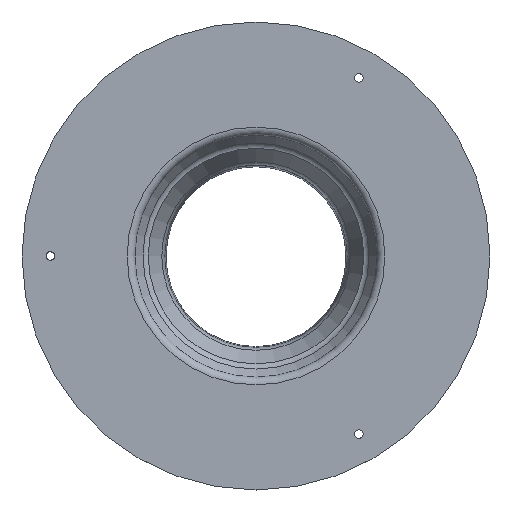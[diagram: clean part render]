
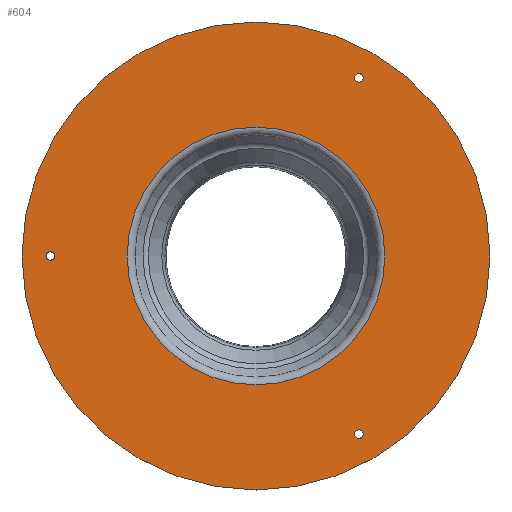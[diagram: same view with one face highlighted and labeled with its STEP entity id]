
A CAD part, top view. The second image highlights one B-rep face of the part: STEP entity #604.
In plain terms, the highlighted planar face has unit normal (0, 0, 1).
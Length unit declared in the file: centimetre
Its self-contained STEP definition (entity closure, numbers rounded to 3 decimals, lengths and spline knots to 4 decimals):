
#22=FACE_BOUND('',#157,.T.);
#23=FACE_BOUND('',#158,.T.);
#24=FACE_BOUND('',#159,.T.);
#25=FACE_BOUND('',#160,.T.);
#30=PLANE('',#701);
#123=FACE_OUTER_BOUND('',#156,.T.);
#156=EDGE_LOOP('',(#529));
#157=EDGE_LOOP('',(#530));
#158=EDGE_LOOP('',(#531));
#159=EDGE_LOOP('',(#532));
#160=EDGE_LOOP('',(#533));
#223=CIRCLE('',#690,3.);
#225=CIRCLE('',#693,3.);
#227=CIRCLE('',#696,3.);
#229=CIRCLE('',#699,90.8789);
#231=CIRCLE('',#702,165.);
#285=VERTEX_POINT('',#1089);
#287=VERTEX_POINT('',#1095);
#289=VERTEX_POINT('',#1101);
#291=VERTEX_POINT('',#1107);
#292=VERTEX_POINT('',#1111);
#365=EDGE_CURVE('',#285,#285,#223,.T.);
#368=EDGE_CURVE('',#287,#287,#225,.T.);
#371=EDGE_CURVE('',#289,#289,#227,.T.);
#374=EDGE_CURVE('',#291,#291,#229,.T.);
#376=EDGE_CURVE('',#292,#292,#231,.T.);
#529=ORIENTED_EDGE('',*,*,#376,.F.);
#530=ORIENTED_EDGE('',*,*,#365,.T.);
#531=ORIENTED_EDGE('',*,*,#368,.T.);
#532=ORIENTED_EDGE('',*,*,#371,.T.);
#533=ORIENTED_EDGE('',*,*,#374,.T.);
#604=ADVANCED_FACE('',(#123,#22,#23,#24,#25),#30,.T.);
#690=AXIS2_PLACEMENT_3D('',#1090,#888,#889);
#693=AXIS2_PLACEMENT_3D('',#1096,#895,#896);
#696=AXIS2_PLACEMENT_3D('',#1102,#902,#903);
#699=AXIS2_PLACEMENT_3D('',#1108,#909,#910);
#701=AXIS2_PLACEMENT_3D('',#1110,#913,#914);
#702=AXIS2_PLACEMENT_3D('',#1112,#915,#916);
#888=DIRECTION('center_axis',(0.,0.,
-1.));
#889=DIRECTION('ref_axis',(0.,-1.,0.));
#895=DIRECTION('center_axis',(0.,0.,
-1.));
#896=DIRECTION('ref_axis',(0.,-1.,0.));
#902=DIRECTION('center_axis',(0.,0.,
-1.));
#903=DIRECTION('ref_axis',(0.,-1.,0.));
#909=DIRECTION('center_axis',(0.,0.,
-1.));
#910=DIRECTION('ref_axis',(0.,-1.,0.));
#913=DIRECTION('center_axis',(0.,0.,
1.));
#914=DIRECTION('ref_axis',(-1.,0.,0.));
#915=DIRECTION('center_axis',(0.,0.,
-1.));
#916=DIRECTION('ref_axis',(0.,-1.,0.));
#1089=CARTESIAN_POINT('',(72.5,128.5737,270.));
#1090=CARTESIAN_POINT('Origin',(72.5,125.5737,270.));
#1095=CARTESIAN_POINT('',(72.5,-122.5737,270.));
#1096=CARTESIAN_POINT('Origin',(72.5,-125.5737,270.));
#1101=CARTESIAN_POINT('',(-145.,3.,270.));
#1102=CARTESIAN_POINT('Origin',(-145.,0.,270.));
#1107=CARTESIAN_POINT('',(-90.8789,0.,270.));
#1108=CARTESIAN_POINT('Origin',(0.,0.,
270.));
#1110=CARTESIAN_POINT('Origin',(0.,-165.,270.));
#1111=CARTESIAN_POINT('',(0.,165.,270.));
#1112=CARTESIAN_POINT('Origin',(0.,0.,270.));
